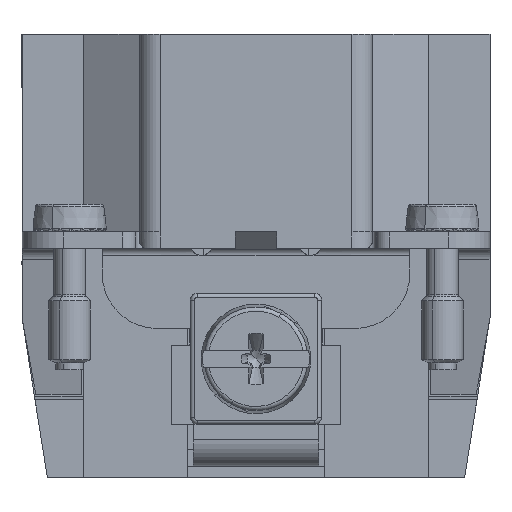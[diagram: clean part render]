
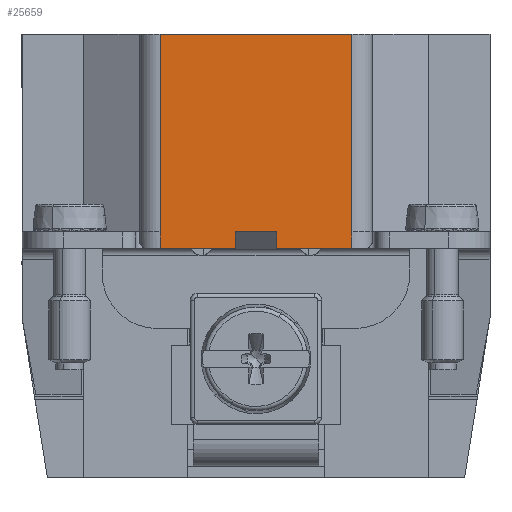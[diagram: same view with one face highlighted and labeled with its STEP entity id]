
A CAD part, front view. The second image highlights one B-rep face of the part: STEP entity #25659.
In plain terms, the highlighted planar face has unit normal (0, -1, 0).
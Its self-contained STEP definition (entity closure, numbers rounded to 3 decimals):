
#25633=AXIS2_PLACEMENT_3D('Plane Axis2P3D',#25630,#25631,#25632) ;
#24074=CARTESIAN_POINT('Vertex',(15.45,0.3,17.8)) ;
#24077=CARTESIAN_POINT('Line Origine',(15.45,0.3,17.2)) ;
#24081=CARTESIAN_POINT('Vertex',(15.45,0.3,16.6)) ;
#24101=CARTESIAN_POINT('Vertex',(18.45,0.3,17.8)) ;
#24104=CARTESIAN_POINT('Line Origine',(16.95,0.3,17.8)) ;
#24130=CARTESIAN_POINT('Vertex',(18.45,0.3,16.6)) ;
#24133=CARTESIAN_POINT('Line Origine',(18.45,0.3,17.2)) ;
#25155=CARTESIAN_POINT('Line Origine',(12.725,0.3,16.6)) ;
#25159=CARTESIAN_POINT('Vertex',(10.,0.3,16.6)) ;
#25233=CARTESIAN_POINT('Vertex',(10.,0.3,17.8)) ;
#25241=CARTESIAN_POINT('Line Origine',(10.,0.3,24.35)) ;
#25300=CARTESIAN_POINT('Line Origine',(21.175,0.3,16.6)) ;
#25304=CARTESIAN_POINT('Vertex',(23.9,0.3,16.6)) ;
#25465=CARTESIAN_POINT('Vertex',(23.9,0.3,17.8)) ;
#25470=CARTESIAN_POINT('Line Origine',(23.9,0.3,24.35)) ;
#25552=CARTESIAN_POINT('Vertex',(10.,0.3,32.1)) ;
#25555=CARTESIAN_POINT('Line Origine',(10.,0.3,24.35)) ;
#25630=CARTESIAN_POINT('Axis2P3D Location',(16.95,0.3,32.8)) ;
#25635=CARTESIAN_POINT('Line Origine',(23.9,0.3,24.95)) ;
#25639=CARTESIAN_POINT('Vertex',(23.9,0.3,32.1)) ;
#25642=CARTESIAN_POINT('Line Origine',(16.95,0.3,32.1)) ;
#24078=DIRECTION('Vector Direction',(0.,0.,1.)) ;
#24105=DIRECTION('Vector Direction',(1.,0.,0.)) ;
#24134=DIRECTION('Vector Direction',(0.,0.,1.)) ;
#25156=DIRECTION('Vector Direction',(-1.,0.,0.)) ;
#25242=DIRECTION('Vector Direction',(0.,0.,1.)) ;
#25301=DIRECTION('Vector Direction',(-1.,0.,0.)) ;
#25471=DIRECTION('Vector Direction',(0.,0.,1.)) ;
#25556=DIRECTION('Vector Direction',(0.,0.,1.)) ;
#25631=DIRECTION('Axis2P3D Direction',(0.,1.,0.)) ;
#25632=DIRECTION('Axis2P3D XDirection',(0.,0.,-1.)) ;
#25636=DIRECTION('Vector Direction',(0.,0.,1.)) ;
#25643=DIRECTION('Vector Direction',(1.,0.,0.)) ;
#24079=VECTOR('Line Direction',#24078,1.) ;
#24106=VECTOR('Line Direction',#24105,1.) ;
#24135=VECTOR('Line Direction',#24134,1.) ;
#25157=VECTOR('Line Direction',#25156,1.) ;
#25243=VECTOR('Line Direction',#25242,1.) ;
#25302=VECTOR('Line Direction',#25301,1.) ;
#25472=VECTOR('Line Direction',#25471,1.) ;
#25557=VECTOR('Line Direction',#25556,1.) ;
#25637=VECTOR('Line Direction',#25636,1.) ;
#25644=VECTOR('Line Direction',#25643,1.) ;
#25648=ORIENTED_EDGE('',*,*,#25641,.T.) ;
#25649=ORIENTED_EDGE('',*,*,#25646,.F.) ;
#25650=ORIENTED_EDGE('',*,*,#25559,.F.) ;
#25651=ORIENTED_EDGE('',*,*,#25245,.F.) ;
#25652=ORIENTED_EDGE('',*,*,#25161,.F.) ;
#25653=ORIENTED_EDGE('',*,*,#24083,.T.) ;
#25654=ORIENTED_EDGE('',*,*,#24108,.T.) ;
#25655=ORIENTED_EDGE('',*,*,#24137,.F.) ;
#25656=ORIENTED_EDGE('',*,*,#25306,.F.) ;
#25657=ORIENTED_EDGE('',*,*,#25474,.T.) ;
#25659=ADVANCED_FACE('Hauptk\X2\00F6\X0\rper',(#25658),#25634,.F.) ;
#24083=EDGE_CURVE('',#24082,#24075,#24080,.T.) ;
#24108=EDGE_CURVE('',#24075,#24102,#24107,.T.) ;
#24137=EDGE_CURVE('',#24131,#24102,#24136,.T.) ;
#25161=EDGE_CURVE('',#24082,#25160,#25158,.T.) ;
#25245=EDGE_CURVE('',#25160,#25234,#25244,.T.) ;
#25306=EDGE_CURVE('',#25305,#24131,#25303,.T.) ;
#25474=EDGE_CURVE('',#25305,#25466,#25473,.T.) ;
#25559=EDGE_CURVE('',#25234,#25553,#25558,.T.) ;
#25641=EDGE_CURVE('',#25466,#25640,#25638,.T.) ;
#25646=EDGE_CURVE('',#25553,#25640,#25645,.T.) ;
#25647=EDGE_LOOP('',(#25648,#25649,#25650,#25651,#25652,#25653,#25654,#25655,#25656,#25657)) ;
#25658=FACE_OUTER_BOUND('',#25647,.T.) ;
#24080=LINE('Line',#24077,#24079) ;
#24107=LINE('Line',#24104,#24106) ;
#24136=LINE('Line',#24133,#24135) ;
#25158=LINE('Line',#25155,#25157) ;
#25244=LINE('Line',#25241,#25243) ;
#25303=LINE('Line',#25300,#25302) ;
#25473=LINE('Line',#25470,#25472) ;
#25558=LINE('Line',#25555,#25557) ;
#25638=LINE('Line',#25635,#25637) ;
#25645=LINE('Line',#25642,#25644) ;
#25634=PLANE('',#25633) ;
#24075=VERTEX_POINT('',#24074) ;
#24082=VERTEX_POINT('',#24081) ;
#24102=VERTEX_POINT('',#24101) ;
#24131=VERTEX_POINT('',#24130) ;
#25160=VERTEX_POINT('',#25159) ;
#25234=VERTEX_POINT('',#25233) ;
#25305=VERTEX_POINT('',#25304) ;
#25466=VERTEX_POINT('',#25465) ;
#25553=VERTEX_POINT('',#25552) ;
#25640=VERTEX_POINT('',#25639) ;
